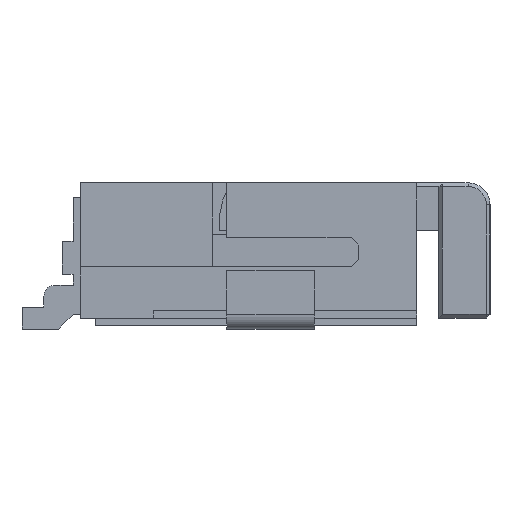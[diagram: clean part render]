
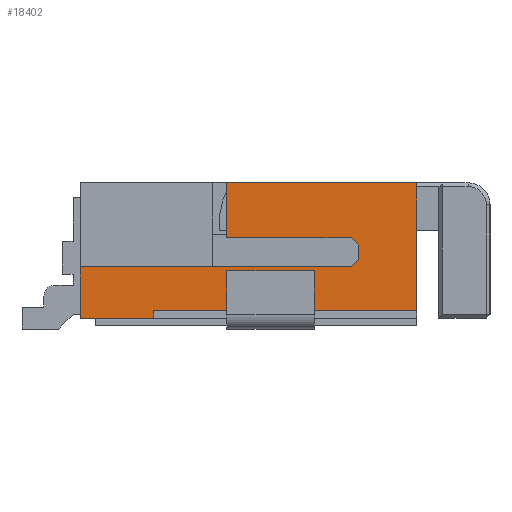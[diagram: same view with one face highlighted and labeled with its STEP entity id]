
A CAD part, left-side view. The second image highlights one B-rep face of the part: STEP entity #18402.
In plain terms, the highlighted planar face has unit normal (-1, 0, 0).
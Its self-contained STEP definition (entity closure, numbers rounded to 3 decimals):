
#569=FACE_OUTER_BOUND('',#1538,.T.);
#1538=EDGE_LOOP('',(#14052,#14053,#14054,#14055,#14056,#14057,#14058,#14059,
#14060,#14061,#14062,#14063));
#3324=LINE('',#27027,#5879);
#3329=LINE('',#27036,#5884);
#3333=LINE('',#27045,#5888);
#3337=LINE('',#27052,#5892);
#3338=LINE('',#27056,#5893);
#3341=LINE('',#27061,#5896);
#3343=LINE('',#27064,#5898);
#3344=LINE('',#27067,#5899);
#3346=LINE('',#27071,#5901);
#3373=LINE('',#27124,#5928);
#3488=LINE('',#27351,#6043);
#3489=LINE('',#27353,#6044);
#5879=VECTOR('',#21994,0.1);
#5884=VECTOR('',#22001,3.6);
#5888=VECTOR('',#22009,0.141);
#5892=VECTOR('',#22015,3.7);
#5893=VECTOR('',#22018,0.141);
#5896=VECTOR('',#22023,1.7);
#5898=VECTOR('',#22027,0.2);
#5899=VECTOR('',#22030,0.75);
#5901=VECTOR('',#22034,2.6);
#5928=VECTOR('',#22081,1.75);
#6043=VECTOR('',#22228,0.7);
#6044=VECTOR('',#22231,1.);
#8067=VERTEX_POINT('',#27023);
#8069=VERTEX_POINT('',#27026);
#8072=VERTEX_POINT('',#27034);
#8074=VERTEX_POINT('',#27042);
#8075=VERTEX_POINT('',#27044);
#8077=VERTEX_POINT('',#27050);
#8078=VERTEX_POINT('',#27054);
#8079=VERTEX_POINT('',#27055);
#8080=VERTEX_POINT('',#27060);
#8081=VERTEX_POINT('',#27066);
#8082=VERTEX_POINT('',#27070);
#8194=VERTEX_POINT('',#27349);
#10182=EDGE_CURVE('',#8069,#8067,#3324,.T.);
#10187=EDGE_CURVE('',#8067,#8072,#3329,.T.);
#10191=EDGE_CURVE('',#8074,#8075,#3333,.T.);
#10195=EDGE_CURVE('',#8077,#8074,#3337,.T.);
#10196=EDGE_CURVE('',#8078,#8079,#3338,.T.);
#10199=EDGE_CURVE('',#8079,#8080,#3341,.T.);
#10201=EDGE_CURVE('',#8075,#8078,#3343,.T.);
#10202=EDGE_CURVE('',#8080,#8081,#3344,.T.);
#10204=EDGE_CURVE('',#8081,#8082,#3346,.T.);
#10231=EDGE_CURVE('',#8072,#8082,#3373,.T.);
#10346=EDGE_CURVE('',#8194,#8077,#3488,.T.);
#10347=EDGE_CURVE('',#8194,#8069,#3489,.T.);
#14052=ORIENTED_EDGE('',*,*,#10231,.T.);
#14053=ORIENTED_EDGE('',*,*,#10204,.F.);
#14054=ORIENTED_EDGE('',*,*,#10202,.F.);
#14055=ORIENTED_EDGE('',*,*,#10199,.F.);
#14056=ORIENTED_EDGE('',*,*,#10196,.F.);
#14057=ORIENTED_EDGE('',*,*,#10201,.F.);
#14058=ORIENTED_EDGE('',*,*,#10191,.F.);
#14059=ORIENTED_EDGE('',*,*,#10195,.F.);
#14060=ORIENTED_EDGE('',*,*,#10346,.F.);
#14061=ORIENTED_EDGE('',*,*,#10347,.T.);
#14062=ORIENTED_EDGE('',*,*,#10182,.T.);
#14063=ORIENTED_EDGE('',*,*,#10187,.T.);
#17127=PLANE('',#19348);
#18402=ADVANCED_FACE('',(#569),#17127,.T.);
#19348=AXIS2_PLACEMENT_3D('',#27352,#22229,#22230);
#21994=DIRECTION('',(0.,0.,1.));
#22001=DIRECTION('',(0.,-1.,0.));
#22009=DIRECTION('',(0.,-0.707,0.707));
#22015=DIRECTION('',(0.,-1.,0.));
#22018=DIRECTION('',(0.,0.707,0.707));
#22023=DIRECTION('',(0.,1.,0.));
#22027=DIRECTION('',(0.,0.,1.));
#22030=DIRECTION('',(0.,0.,1.));
#22034=DIRECTION('',(0.,-1.,0.));
#22081=DIRECTION('',(0.,0.,1.));
#22228=DIRECTION('',(0.,0.,1.));
#22229=DIRECTION('center_axis',(-1.,0.,0.));
#22230=DIRECTION('ref_axis',(0.,0.,-1.));
#22231=DIRECTION('',(0.,-1.,0.));
#27023=CARTESIAN_POINT('',(-6.3,0.3,0.25));
#27026=CARTESIAN_POINT('',(-6.3,0.3,0.15));
#27027=CARTESIAN_POINT('',(-6.3,0.3,0.25));
#27034=CARTESIAN_POINT('',(-6.3,-3.3,0.25));
#27036=CARTESIAN_POINT('',(-6.3,1.3,0.25));
#27042=CARTESIAN_POINT('',(-6.3,-2.4,0.85));
#27044=CARTESIAN_POINT('',(-6.3,-2.5,0.95));
#27045=CARTESIAN_POINT('',(-6.3,-1.5,-0.05));
#27050=CARTESIAN_POINT('',(-6.3,1.3,0.85));
#27052=CARTESIAN_POINT('',(-6.3,1.3,0.85));
#27054=CARTESIAN_POINT('',(-6.3,-2.5,1.15));
#27055=CARTESIAN_POINT('',(-6.3,-2.4,1.25));
#27056=CARTESIAN_POINT('',(-6.3,-1.6,2.05));
#27060=CARTESIAN_POINT('',(-6.3,-0.7,1.25));
#27061=CARTESIAN_POINT('',(-6.3,-2.5,1.25));
#27064=CARTESIAN_POINT('',(-6.3,-2.5,0.85));
#27066=CARTESIAN_POINT('',(-6.3,-0.7,2.));
#27067=CARTESIAN_POINT('',(-6.3,-0.7,1.25));
#27070=CARTESIAN_POINT('',(-6.3,-3.3,2.));
#27071=CARTESIAN_POINT('',(-6.3,-0.7,2.));
#27124=CARTESIAN_POINT('',(-6.3,-3.3,0.963));
#27349=CARTESIAN_POINT('',(-6.3,1.3,0.15));
#27351=CARTESIAN_POINT('',(-6.3,1.3,0.25));
#27352=CARTESIAN_POINT('Origin',(-6.3,1.3,0.85));
#27353=CARTESIAN_POINT('',(-6.3,1.3,0.15));
